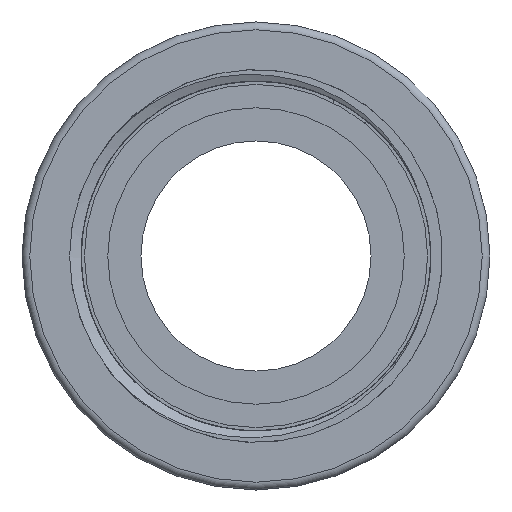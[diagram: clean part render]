
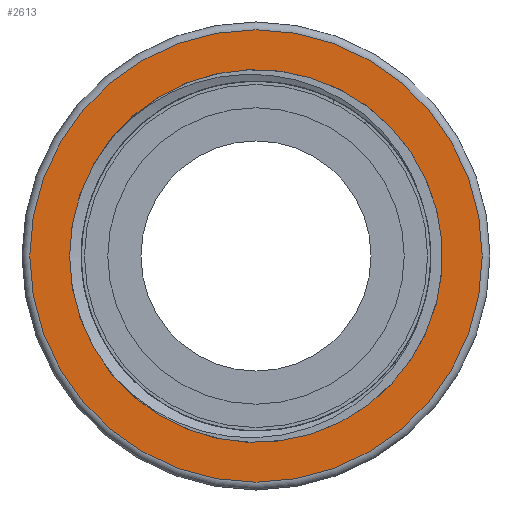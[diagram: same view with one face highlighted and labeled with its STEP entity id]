
A CAD part, front view. The second image highlights one B-rep face of the part: STEP entity #2613.
In plain terms, the highlighted planar face has unit normal (0, -1, 0).
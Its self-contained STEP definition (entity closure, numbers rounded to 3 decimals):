
#2373=PLANE('',#8344);
#2613=ADVANCED_FACE('',(#3173,#3174),#2373,.T.);
#3173=FACE_BOUND('',#3301,.T.);
#3174=FACE_BOUND('',#3302,.T.);
#3301=EDGE_LOOP('',(#4181));
#3302=EDGE_LOOP('',(#4182));
#4181=ORIENTED_EDGE('',*,*,#7200,.T.);
#4182=ORIENTED_EDGE('',*,*,#7199,.T.);
#6401=VERTEX_POINT('',#14675);
#6402=VERTEX_POINT('',#15190);
#7199=EDGE_CURVE('',#6401,#6401,#8081,.T.);
#7200=EDGE_CURVE('',#6402,#6402,#8082,.T.);
#8081=CIRCLE('',#8341,23.902);
#8082=CIRCLE('',#8343,29.);
#8341=AXIS2_PLACEMENT_3D('',#14674,#9188,#9189);
#8343=AXIS2_PLACEMENT_3D('',#15189,#9192,#9193);
#8344=AXIS2_PLACEMENT_3D('',#15191,#9194,#9195);
#9188=DIRECTION('',(0.,1.,0.));
#9189=DIRECTION('',(-1.,0.,0.));
#9192=DIRECTION('',(0.,-1.,0.));
#9193=DIRECTION('',(-1.,0.,0.));
#9194=DIRECTION('',(0.,-1.,0.));
#9195=DIRECTION('',(-1.,0.,0.));
#14674=CARTESIAN_POINT('',(-89.456,-45.14,295.397));
#14675=CARTESIAN_POINT('',(-113.358,-45.14,295.397));
#15189=CARTESIAN_POINT('',(-89.456,-45.14,295.397));
#15190=CARTESIAN_POINT('',(-118.456,-45.14,295.397));
#15191=CARTESIAN_POINT('',(-89.456,-45.14,295.397));
